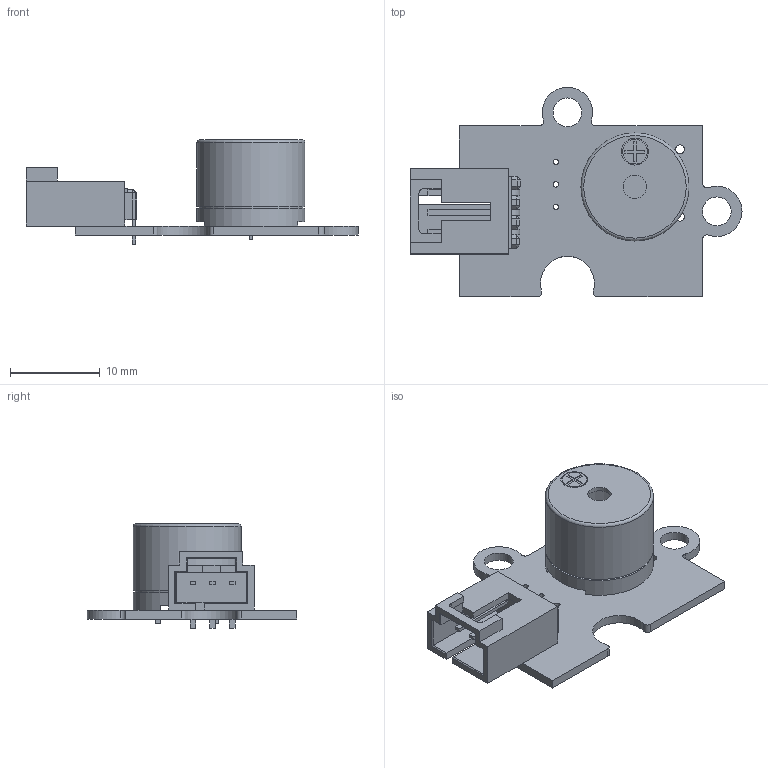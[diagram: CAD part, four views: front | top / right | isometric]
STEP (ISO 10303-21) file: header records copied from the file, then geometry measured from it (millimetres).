
FILE_DESCRIPTION(('FreeCAD Model'),'2;1');
FILE_NAME('Sensor Optopus Buzzer.step','2014-08-18T14:44:17',('FreeCAD'),('FreeCAD'), 'Open CASCADE STEP processor 6.7','FreeCAD','Unknown');
FILE_SCHEMA(('AUTOMOTIVE_DESIGN_CC2 { 1 2 10303 214 -1 1 5 4 }'));
Length unit declared in the file: millimetre
Products named in the file (5): BaseLED; Conectores; Sketch001; AlojaConectores; Buzzer
Bounding box: 36.9 x 23.3 x 11.57 mm (x, y, z)
Volume: 1162.5 mm3; surface area: 2983.5 mm2
Topology: 4 solids, 4 shells, 230 faces, 586 edges, 377 vertices
Faces by surface type: plane 181, cylinder 48, torus 1
Full cylindrical faces by diameter (mm): 0.6 x3, 0.8 x6, 1 x2, 2.6 x1, 2.732 x1, 3 x1, 3.2 x2, 11 x1, 11.5 x2, 12 x2
Entity records: 16042 total; most frequent: CARTESIAN_POINT 2711, DIRECTION 2097, LINE 1336, VECTOR 1336, ORIENTED_EDGE 1174, PCURVE 1166, DEFINITIONAL_REPRESENTATION 1166, EDGE_CURVE 583
